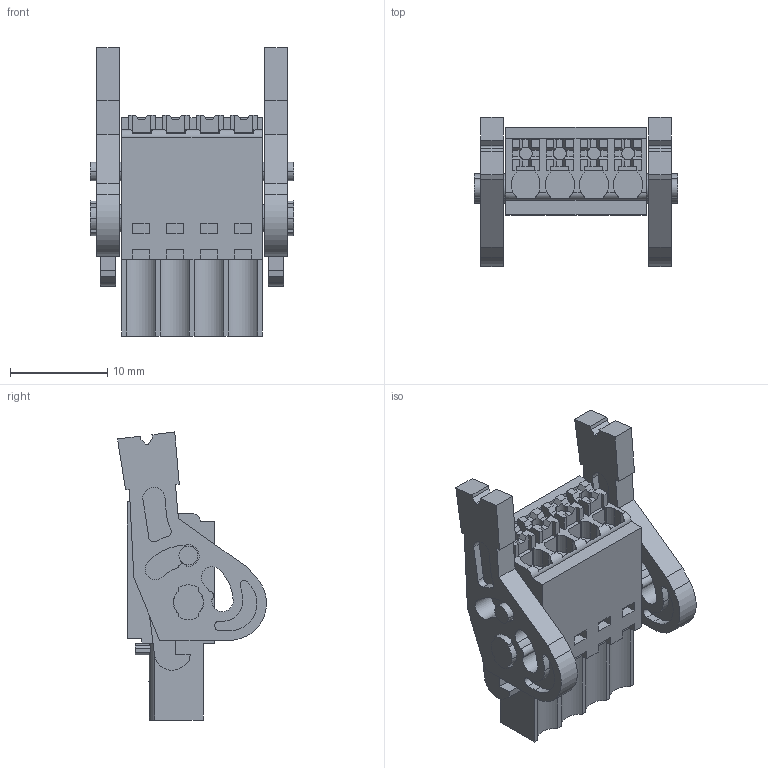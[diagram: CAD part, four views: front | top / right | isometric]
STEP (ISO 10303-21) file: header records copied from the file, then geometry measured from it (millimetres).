
FILE_DESCRIPTION(('CATIA V5 STEP Exchange','CAx-IF Rec.Pracs.--- Model Styling and Organization---1.2---2011-12-15'),'2;1');
FILE_NAME ('D1462586_0', '2017-04-26T09:36:55+00:00', ('none'), ('Weidmueller'), 'CATIA Version 5-6 Release 2014', 'CATIA V5 STEP AP214', 'none');
FILE_SCHEMA(('AUTOMOTIVE_DESIGN { 1 0 10303 214 1 1 1 1 }'));
Length unit declared in the file: millimetre
Products named in the file (1): 2459860000
Bounding box: 20.9 x 15.3 x 29.59 mm (x, y, z)
Volume: 2831.6 mm3; surface area: 3227.1 mm2
Topology: 7 solids, 7 shells, 562 faces, 1605 edges, 1077 vertices
Faces by surface type: plane 441, cylinder 121
Entity records: 17021 total; most frequent: CARTESIAN_POINT 3334, ORIENTED_EDGE 3210, DIRECTION 2185, EDGE_CURVE 1605, VECTOR 1242, LINE 1242, VERTEX_POINT 1077, AXIS2_PLACEMENT_3D 612
